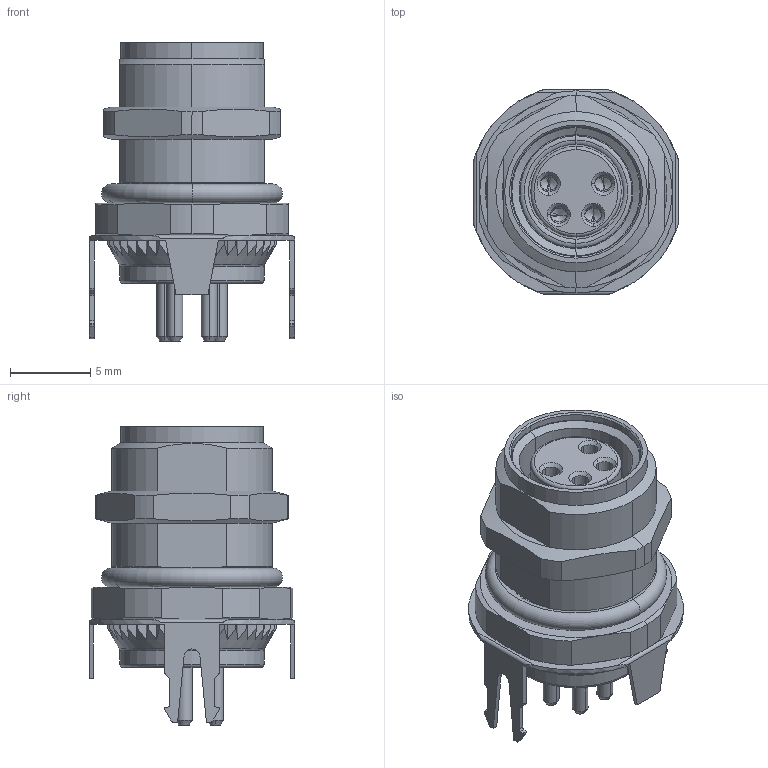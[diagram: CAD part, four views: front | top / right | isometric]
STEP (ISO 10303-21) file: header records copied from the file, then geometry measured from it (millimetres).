
FILE_DESCRIPTION(('FreeCAD Model'),'2;1');
FILE_NAME('1456129.step','2018-03-21T16:34:18',( 'kicad StepUp'),('ksu MCAD'),'Open CASCADE STEP processor 6.8', 'FreeCAD','Unknown');
FILE_SCHEMA(('AUTOMOTIVE_DESIGN_CC2 { 1 2 10303 214 -1 1 5 4 }'));
Length unit declared in the file: millimetre
Products named in the file (1): 1456129
Bounding box: 12.8 x 12.8 x 18.6 mm (x, y, z)
Volume: 1158.5 mm3; surface area: 1314.4 mm2
Topology: 1 solids, 1 shells, 438 faces, 1198 edges, 772 vertices
Faces by surface type: plane 218, cylinder 128, cone 74, torus 18
Entity records: 18949 total; most frequent: CARTESIAN_POINT 5009, ORIENTED_EDGE 2380, DIRECTION 2146, EDGE_CURVE 1190, VERTEX_POINT 772, AXIS2_PLACEMENT_3D 761, LINE 624, VECTOR 624
